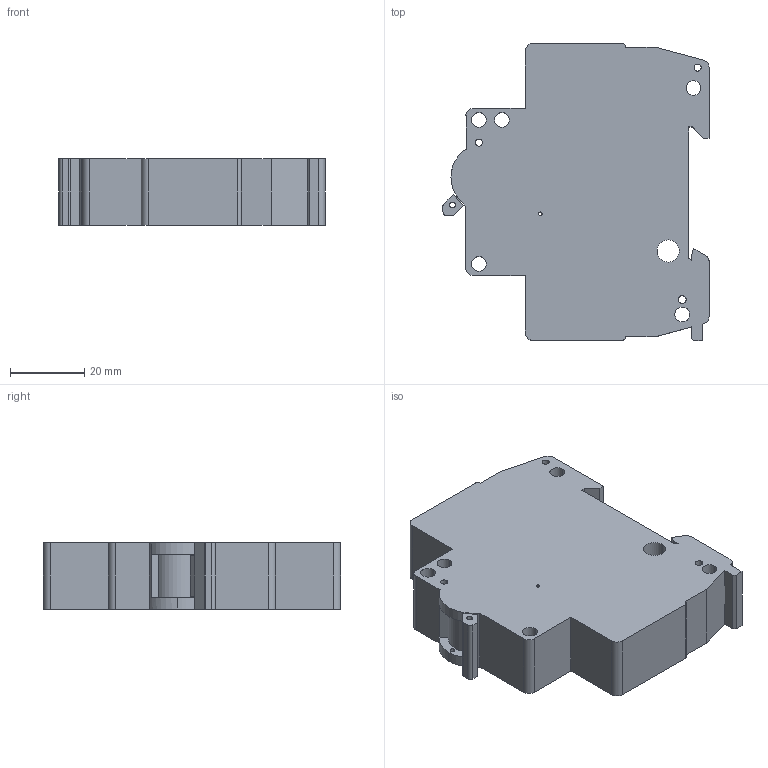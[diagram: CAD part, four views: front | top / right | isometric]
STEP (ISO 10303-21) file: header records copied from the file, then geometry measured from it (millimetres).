
FILE_DESCRIPTION (( 'STEP AP214' ), '1' );
FILE_NAME ('breaker 1ph .STEP', '2015-05-16T14:20:31', ( '' ), ( '' ), 'SwSTEP 2.0', 'SolidWorks 2014', '' );
FILE_SCHEMA (( 'AUTOMOTIVE_DESIGN' ));
Length unit declared in the file: millimetre
Products named in the file (1): breaker 1ph 
Bounding box: 71.67 x 80 x 17.78 mm (x, y, z)
Volume: 77232.4 mm3; surface area: 16557.9 mm2
Topology: 1 solids, 1 shells, 92 faces, 263 edges, 174 vertices
Faces by surface type: plane 50, cylinder 42
Entity records: 4116 total; most frequent: DIRECTION 536, CARTESIAN_POINT 530, ORIENTED_EDGE 526, EDGE_CURVE 263, AXIS2_PLACEMENT_3D 180, VECTOR 176, LINE 176, VERTEX_POINT 174
